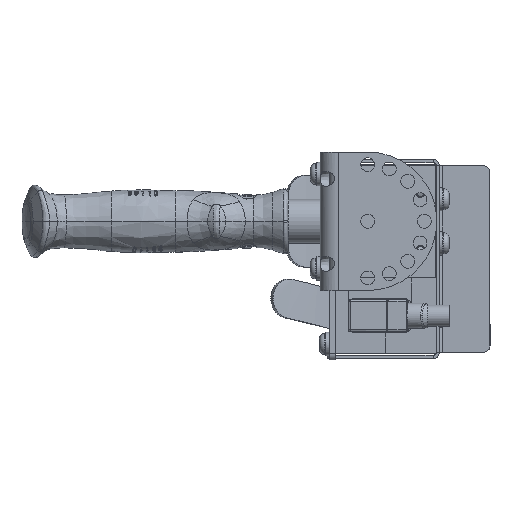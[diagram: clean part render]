
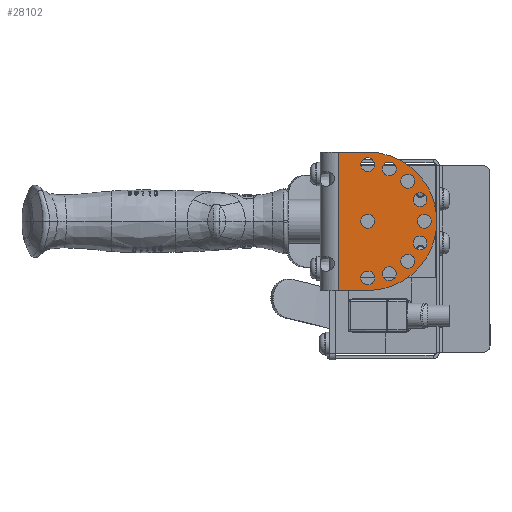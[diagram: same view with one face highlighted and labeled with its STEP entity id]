
A CAD part, front view. The second image highlights one B-rep face of the part: STEP entity #28102.
In plain terms, the highlighted planar face has unit normal (0, -1, 0).
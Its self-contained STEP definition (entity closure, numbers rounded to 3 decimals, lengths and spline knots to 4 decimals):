
#997=FACE_BOUND('',#5103,.T.);
#998=FACE_BOUND('',#5104,.T.);
#999=FACE_BOUND('',#5105,.T.);
#1000=FACE_BOUND('',#5106,.T.);
#1001=FACE_BOUND('',#5107,.T.);
#1002=FACE_BOUND('',#5108,.T.);
#1003=FACE_BOUND('',#5109,.T.);
#1004=FACE_BOUND('',#5110,.T.);
#1005=FACE_BOUND('',#5111,.T.);
#1006=FACE_BOUND('',#5112,.T.);
#1215=PLANE('',#30514);
#3503=FACE_OUTER_BOUND('',#5102,.T.);
#5102=EDGE_LOOP('',(#19336,#19337,#19338,#19339));
#5103=EDGE_LOOP('',(#19340));
#5104=EDGE_LOOP('',(#19341));
#5105=EDGE_LOOP('',(#19342));
#5106=EDGE_LOOP('',(#19343));
#5107=EDGE_LOOP('',(#19344));
#5108=EDGE_LOOP('',(#19345));
#5109=EDGE_LOOP('',(#19346));
#5110=EDGE_LOOP('',(#19347));
#5111=EDGE_LOOP('',(#19348));
#5112=EDGE_LOOP('',(#19349));
#6914=LINE('',#40405,#8787);
#6915=LINE('',#40407,#8788);
#6916=LINE('',#40408,#8789);
#8787=VECTOR('',#33224,0.2582);
#8788=VECTOR('',#33225,0.3937);
#8789=VECTOR('',#33226,0.2582);
#10638=CIRCLE('',#30463,0.1375);
#10641=CIRCLE('',#30467,0.1375);
#10644=CIRCLE('',#30471,0.1375);
#10647=CIRCLE('',#30475,0.1375);
#10650=CIRCLE('',#30479,0.1375);
#10653=CIRCLE('',#30483,0.1375);
#10656=CIRCLE('',#30487,0.1375);
#10659=CIRCLE('',#30491,0.1375);
#10662=CIRCLE('',#30495,0.1375);
#10665=CIRCLE('',#30499,0.1375);
#10671=CIRCLE('',#30512,1.375);
#11814=VERTEX_POINT('',#40294);
#11817=VERTEX_POINT('',#40302);
#11820=VERTEX_POINT('',#40310);
#11823=VERTEX_POINT('',#40318);
#11826=VERTEX_POINT('',#40326);
#11829=VERTEX_POINT('',#40334);
#11832=VERTEX_POINT('',#40342);
#11835=VERTEX_POINT('',#40350);
#11838=VERTEX_POINT('',#40358);
#11841=VERTEX_POINT('',#40366);
#11848=VERTEX_POINT('',#40395);
#11849=VERTEX_POINT('',#40396);
#11852=VERTEX_POINT('',#40404);
#11853=VERTEX_POINT('',#40406);
#14776=EDGE_CURVE('',#11814,#11814,#10638,.T.);
#14780=EDGE_CURVE('',#11817,#11817,#10641,.T.);
#14784=EDGE_CURVE('',#11820,#11820,#10644,.T.);
#14788=EDGE_CURVE('',#11823,#11823,#10647,.T.);
#14792=EDGE_CURVE('',#11826,#11826,#10650,.T.);
#14796=EDGE_CURVE('',#11829,#11829,#10653,.T.);
#14800=EDGE_CURVE('',#11832,#11832,#10656,.T.);
#14804=EDGE_CURVE('',#11835,#11835,#10659,.T.);
#14808=EDGE_CURVE('',#11838,#11838,#10662,.T.);
#14812=EDGE_CURVE('',#11841,#11841,#10665,.T.);
#14826=EDGE_CURVE('',#11848,#11849,#10671,.T.);
#14830=EDGE_CURVE('',#11852,#11849,#6914,.T.);
#14831=EDGE_CURVE('',#11852,#11853,#6915,.T.);
#14832=EDGE_CURVE('',#11853,#11848,#6916,.T.);
#19336=ORIENTED_EDGE('',*,*,#14826,.T.);
#19337=ORIENTED_EDGE('',*,*,#14830,.F.);
#19338=ORIENTED_EDGE('',*,*,#14831,.T.);
#19339=ORIENTED_EDGE('',*,*,#14832,.T.);
#19340=ORIENTED_EDGE('',*,*,#14776,.T.);
#19341=ORIENTED_EDGE('',*,*,#14780,.T.);
#19342=ORIENTED_EDGE('',*,*,#14784,.T.);
#19343=ORIENTED_EDGE('',*,*,#14788,.T.);
#19344=ORIENTED_EDGE('',*,*,#14792,.T.);
#19345=ORIENTED_EDGE('',*,*,#14796,.T.);
#19346=ORIENTED_EDGE('',*,*,#14800,.T.);
#19347=ORIENTED_EDGE('',*,*,#14804,.T.);
#19348=ORIENTED_EDGE('',*,*,#14808,.T.);
#19349=ORIENTED_EDGE('',*,*,#14812,.T.);
#28102=ADVANCED_FACE('',(#3503,#997,#998,#999,#1000,#1001,#1002,#1003,#1004,
#1005,#1006),#1215,.F.);
#30463=AXIS2_PLACEMENT_3D('',#40296,#33101,#33102);
#30467=AXIS2_PLACEMENT_3D('',#40304,#33110,#33111);
#30471=AXIS2_PLACEMENT_3D('',#40312,#33119,#33120);
#30475=AXIS2_PLACEMENT_3D('',#40320,#33128,#33129);
#30479=AXIS2_PLACEMENT_3D('',#40328,#33137,#33138);
#30483=AXIS2_PLACEMENT_3D('',#40336,#33146,#33147);
#30487=AXIS2_PLACEMENT_3D('',#40344,#33155,#33156);
#30491=AXIS2_PLACEMENT_3D('',#40352,#33164,#33165);
#30495=AXIS2_PLACEMENT_3D('',#40360,#33173,#33174);
#30499=AXIS2_PLACEMENT_3D('',#40368,#33182,#33183);
#30512=AXIS2_PLACEMENT_3D('',#40397,#33216,#33217);
#30514=AXIS2_PLACEMENT_3D('',#40403,#33222,#33223);
#33101=DIRECTION('center_axis',(0.,1.,0.));
#33102=DIRECTION('ref_axis',(1.,0.,0.));
#33110=DIRECTION('center_axis',(0.,1.,0.));
#33111=DIRECTION('ref_axis',(1.,0.,0.));
#33119=DIRECTION('center_axis',(0.,1.,0.));
#33120=DIRECTION('ref_axis',(1.,0.,0.));
#33128=DIRECTION('center_axis',(0.,1.,0.));
#33129=DIRECTION('ref_axis',(1.,0.,0.));
#33137=DIRECTION('center_axis',(0.,1.,0.));
#33138=DIRECTION('ref_axis',(1.,0.,0.));
#33146=DIRECTION('center_axis',(0.,1.,0.));
#33147=DIRECTION('ref_axis',(1.,0.,0.));
#33155=DIRECTION('center_axis',(0.,1.,0.));
#33156=DIRECTION('ref_axis',(1.,0.,0.));
#33164=DIRECTION('center_axis',(0.,1.,0.));
#33165=DIRECTION('ref_axis',(1.,0.,0.));
#33173=DIRECTION('center_axis',(0.,1.,0.));
#33174=DIRECTION('ref_axis',(1.,0.,0.));
#33182=DIRECTION('center_axis',(0.,1.,0.));
#33183=DIRECTION('ref_axis',(1.,0.,0.));
#33216=DIRECTION('center_axis',(0.,-1.,0.));
#33217=DIRECTION('ref_axis',(0.,0.,
1.));
#33222=DIRECTION('center_axis',(0.,1.,0.));
#33223=DIRECTION('ref_axis',(-1.,0.,0.));
#33224=DIRECTION('',(1.,0.,0.));
#33225=DIRECTION('',(0.,0.,-1.));
#33226=DIRECTION('',(1.,0.,0.));
#40294=CARTESIAN_POINT('',(1.6015,-1.7935,-0.7955));
#40296=CARTESIAN_POINT('Origin',(1.739,-1.7935,-0.7955));
#40302=CARTESIAN_POINT('',(1.8454,-1.7935,0.4305));
#40304=CARTESIAN_POINT('Origin',(1.9829,-1.7935,0.4305));
#40310=CARTESIAN_POINT('',(1.2365,-1.7935,1.0394));
#40312=CARTESIAN_POINT('Origin',(1.374,-1.7935,1.0394));
#40318=CARTESIAN_POINT('',(0.806,-1.7935,1.125));
#40320=CARTESIAN_POINT('Origin',(0.9435,-1.7935,1.125));
#40326=CARTESIAN_POINT('',(0.806,-1.7935,0.));
#40328=CARTESIAN_POINT('Origin',(0.9435,-1.7935,0.));
#40334=CARTESIAN_POINT('',(1.931,-1.7935,0.));
#40336=CARTESIAN_POINT('Origin',(2.0685,-1.7935,0.));
#40342=CARTESIAN_POINT('',(0.806,-1.7935,-1.125));
#40344=CARTESIAN_POINT('Origin',(0.9435,-1.7935,-1.125));
#40350=CARTESIAN_POINT('',(1.6015,-1.7935,0.7955));
#40352=CARTESIAN_POINT('Origin',(1.739,-1.7935,0.7955));
#40358=CARTESIAN_POINT('',(1.8454,-1.7935,-0.4305));
#40360=CARTESIAN_POINT('Origin',(1.9829,-1.7935,-0.4305));
#40366=CARTESIAN_POINT('',(1.2365,-1.7935,-1.0394));
#40368=CARTESIAN_POINT('Origin',(1.374,-1.7935,-1.0394));
#40395=CARTESIAN_POINT('',(0.9428,-1.7935,-1.375));
#40396=CARTESIAN_POINT('',(0.9428,-1.7935,1.375));
#40397=CARTESIAN_POINT('Origin',(0.9428,-1.7935,0.));
#40403=CARTESIAN_POINT('Origin',(-1.4819,-1.7935,0.));
#40404=CARTESIAN_POINT('',(0.3586,-1.7935,1.375));
#40405=CARTESIAN_POINT('',(-0.4525,-1.7935,1.375));
#40406=CARTESIAN_POINT('',(0.3586,-1.7935,-1.375));
#40407=CARTESIAN_POINT('',(0.3586,-1.7935,0.));
#40408=CARTESIAN_POINT('',(-0.4525,-1.7935,-1.375));
